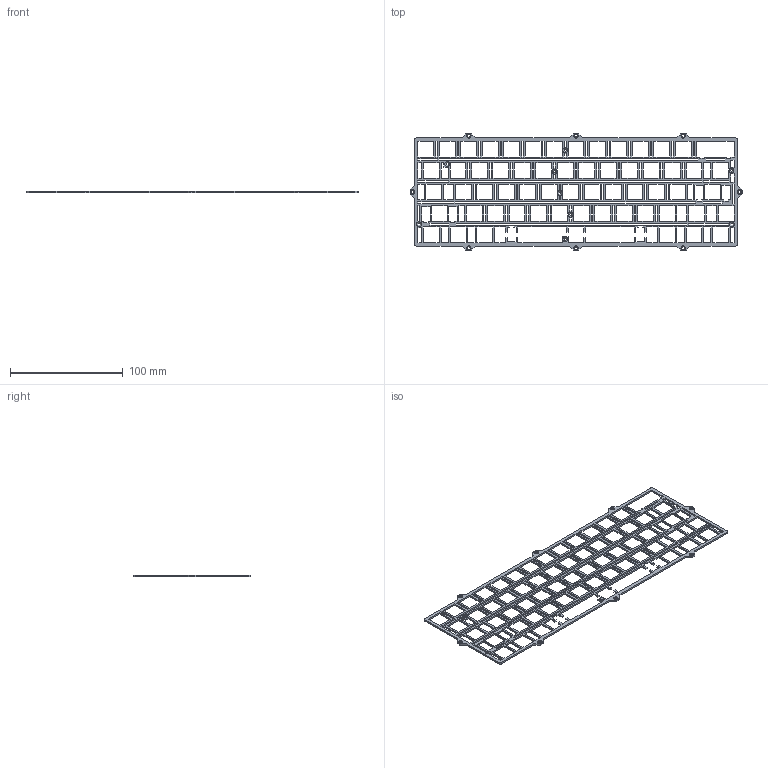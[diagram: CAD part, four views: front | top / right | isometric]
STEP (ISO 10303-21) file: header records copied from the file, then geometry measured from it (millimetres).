
FILE_DESCRIPTION (( 'STEP AP214' ), '1' );
FILE_NAME ('Duang60v2_Plate_s58m_1fix.STEP', '2021-04-19T06:35:16', ( 'Windows 蚚誧' ), ( '' ), 'SwSTEP 2.0', 'SolidWorks 2020', '' );
FILE_SCHEMA (( 'AUTOMOTIVE_DESIGN' ));
Length unit declared in the file: millimetre
Products named in the file (1): Duang60v2_Plate_s58m_1fix
Bounding box: 294.9 x 104.4 x 1.5 mm (x, y, z)
Volume: 13974.6 mm3; surface area: 32402.5 mm2
Topology: 1 solids, 1 shells, 788 faces, 2316 edges, 1538 vertices
Faces by surface type: plane 700, cylinder 70, cone 18
Entity records: 26448 total; most frequent: CARTESIAN_POINT 4643, ORIENTED_EDGE 4632, DIRECTION 4052, EDGE_CURVE 2316, LINE 2158, VECTOR 2158, VERTEX_POINT 1538, EDGE_LOOP 1116
